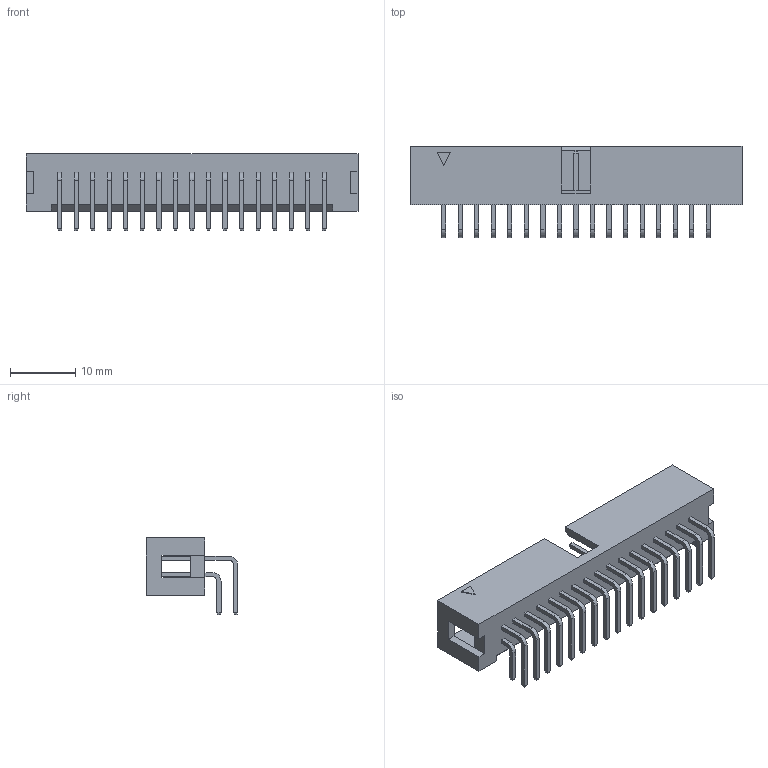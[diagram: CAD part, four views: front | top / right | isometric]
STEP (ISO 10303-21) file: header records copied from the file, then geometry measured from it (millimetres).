
FILE_DESCRIPTION(('STEP AP214'), '1');
FILE_NAME('DS1013 (IDC-R CONNFLY)', '2018-04-28T09:14:29', ('Egor'), (''), 'ASCON STEP Converter 1.3', 'ASCON Math Kernel', '');
FILE_SCHEMA(('AUTOMOTIVE_DESIGN { 1 0 10303 214 3 1 1}'));
Length unit declared in the file: millimetre
Bounding box: 50.98 x 14.02 x 11.9 mm (x, y, z)
Volume: 2016.2 mm3; surface area: 3998.1 mm2
Topology: 1 solids, 1 shells, 784 faces, 1871 edges, 1154 vertices
Faces by surface type: plane 716, cylinder 68
Entity records: 28275 total; most frequent: CARTESIAN_POINT 3810, ORIENTED_EDGE 3742, DIRECTION 3577, EDGE_CURVE 1871, LINE 1735, VECTOR 1735, VERTEX_POINT 1154, AXIS2_PLACEMENT_3D 921
